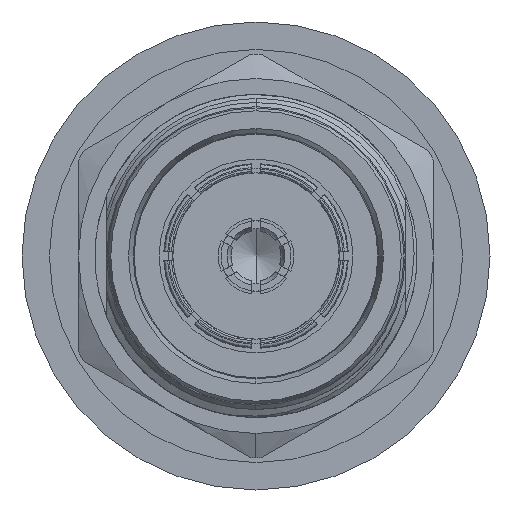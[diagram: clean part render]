
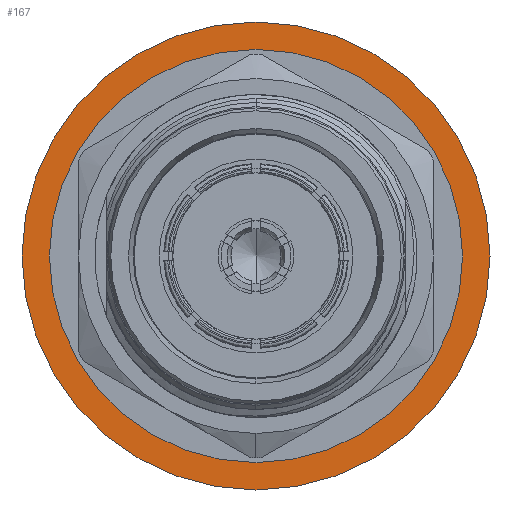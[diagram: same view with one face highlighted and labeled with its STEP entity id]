
A CAD part, left-side view. The second image highlights one B-rep face of the part: STEP entity #167.
In plain terms, the highlighted face is planar.
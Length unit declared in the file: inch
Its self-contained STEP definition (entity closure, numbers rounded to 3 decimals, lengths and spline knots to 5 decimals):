
#167 = ADVANCED_FACE ( 'NONE', ( #65811, #19517 ), #24913, .T. ) ;
#1999 = DIRECTION ( 'NONE',  ( -1., 0., 0. ) ) ;
#5146 = EDGE_CURVE ( 'NONE', #17678, #8462, #48372, .T. ) ;
#8421 = VERTEX_POINT ( 'NONE', #48538 ) ;
#8462 = VERTEX_POINT ( 'NONE', #23869 ) ;
#9171 = ORIENTED_EDGE ( 'NONE', *, *, #40126, .F. ) ;
#12545 = DIRECTION ( 'NONE',  ( 0., 0., -1. ) ) ;
#13923 = CARTESIAN_POINT ( 'NONE',  ( 0.46457, 0., 0.49213 ) ) ;
#14446 = ORIENTED_EDGE ( 'NONE', *, *, #18142, .T. ) ;
#14868 = AXIS2_PLACEMENT_3D ( 'NONE', #40112, #55665, #28666 ) ;
#16135 = DIRECTION ( 'NONE',  ( 0., 0., -1. ) ) ;
#16258 = CIRCLE ( 'NONE', #35649, 0.49213 ) ;
#16291 = AXIS2_PLACEMENT_3D ( 'NONE', #37418, #36410, #16135 ) ;
#16936 = DIRECTION ( 'NONE',  ( -1., 0., 0. ) ) ;
#17678 = VERTEX_POINT ( 'NONE', #50454 ) ;
#18142 = EDGE_CURVE ( 'NONE', #8421, #64797, #16258, .T. ) ;
#18520 = ORIENTED_EDGE ( 'NONE', *, *, #5146, .F. ) ;
#19517 = FACE_BOUND ( 'NONE', #52671, .T. ) ;
#22372 = CARTESIAN_POINT ( 'NONE',  ( 0.46457, 0., 0. ) ) ;
#23869 = CARTESIAN_POINT ( 'NONE',  ( 0.46457, 0., 0.57087 ) ) ;
#24913 = PLANE ( 'NONE',  #14868 ) ;
#27025 = CARTESIAN_POINT ( 'NONE',  ( 0.46457, 0., 0. ) ) ;
#28666 = DIRECTION ( 'NONE',  ( 0., 1., 0. ) ) ;
#32479 = CIRCLE ( 'NONE', #16291, 0.57087 ) ;
#32811 = EDGE_CURVE ( 'NONE', #64797, #8421, #65761, .T. ) ;
#34461 = AXIS2_PLACEMENT_3D ( 'NONE', #34685, #55626, #55308 ) ;
#34685 = CARTESIAN_POINT ( 'NONE',  ( 0.46457, 0., 0. ) ) ;
#35649 = AXIS2_PLACEMENT_3D ( 'NONE', #22372, #16936, #12545 ) ;
#36410 = DIRECTION ( 'NONE',  ( -1., 0., 0. ) ) ;
#37418 = CARTESIAN_POINT ( 'NONE',  ( 0.46457, 0., 0. ) ) ;
#40112 = CARTESIAN_POINT ( 'NONE',  ( 0.46457, 0.49213, 0. ) ) ;
#40126 = EDGE_CURVE ( 'NONE', #8462, #17678, #32479, .T. ) ;
#48372 = CIRCLE ( 'NONE', #62353, 0.57087 ) ;
#48538 = CARTESIAN_POINT ( 'NONE',  ( 0.46457, 0., -0.49213 ) ) ;
#50454 = CARTESIAN_POINT ( 'NONE',  ( 0.46457, 0., -0.57087 ) ) ;
#52671 = EDGE_LOOP ( 'NONE', ( #14446, #65985 ) ) ;
#55308 = DIRECTION ( 'NONE',  ( 0., 0., -1. ) ) ;
#55626 = DIRECTION ( 'NONE',  ( -1., 0., 0. ) ) ;
#55665 = DIRECTION ( 'NONE',  ( 1., 0., 0. ) ) ;
#57458 = DIRECTION ( 'NONE',  ( 0., 0., -1. ) ) ;
#58820 = EDGE_LOOP ( 'NONE', ( #18520, #9171 ) ) ;
#62353 = AXIS2_PLACEMENT_3D ( 'NONE', #27025, #1999, #57458 ) ;
#64797 = VERTEX_POINT ( 'NONE', #13923 ) ;
#65761 = CIRCLE ( 'NONE', #34461, 0.49213 ) ;
#65811 = FACE_OUTER_BOUND ( 'NONE', #58820, .T. ) ;
#65985 = ORIENTED_EDGE ( 'NONE', *, *, #32811, .T. ) ;
